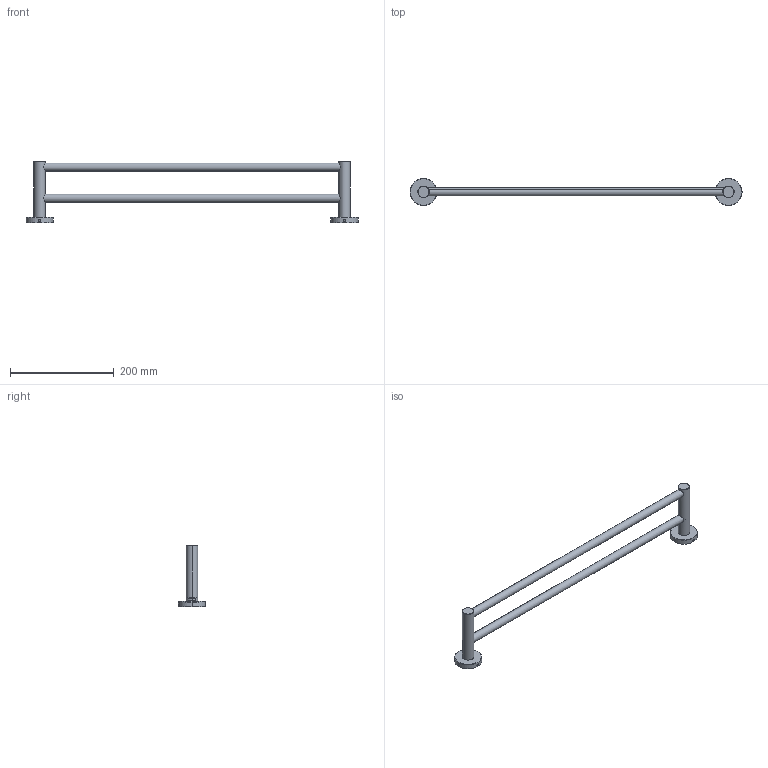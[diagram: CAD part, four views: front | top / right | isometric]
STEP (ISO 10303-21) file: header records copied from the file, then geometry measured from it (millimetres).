
FILE_DESCRIPTION (( 'STEP AP203' ), '1' );
FILE_NAME ('1224D.STEP', '2020-10-13T02:32:04', ( '' ), ( '' ), 'SwSTEP 2.0', 'SolidWorks 2018', '' );
FILE_SCHEMA (( 'CONFIG_CONTROL_DESIGN' ));
Length unit declared in the file: millimetre
Products named in the file (7): 1224D; 12邧裝芛; 11假蚾えㄗ橾ㄘ; 12菁釱; 12等裝24§; 11爾え
Assembly tree (10 placements, depth 3):
  1224D
    11假蚾えㄗ橾ㄘ  x2
    12菁釱  x2
    12等裝24§  x2
    12邧裝芛  x2
      12邧裝芛
      11爾え
Bounding box: 639 x 52 x 118 mm (x, y, z)
Volume: 91021.9 mm3; surface area: 158435.8 mm2
Topology: 10 solids, 10 shells, 240 faces, 608 edges, 386 vertices
Faces by surface type: cylinder 94, plane 76, cone 62, torus 8
Entity records: 5032 total; most frequent: CARTESIAN_POINT 1233, DIRECTION 651, ORIENTED_EDGE 600, EDGE_CURVE 300, AXIS2_PLACEMENT_3D 255, VERTEX_POINT 193, LINE 141, VECTOR 141
